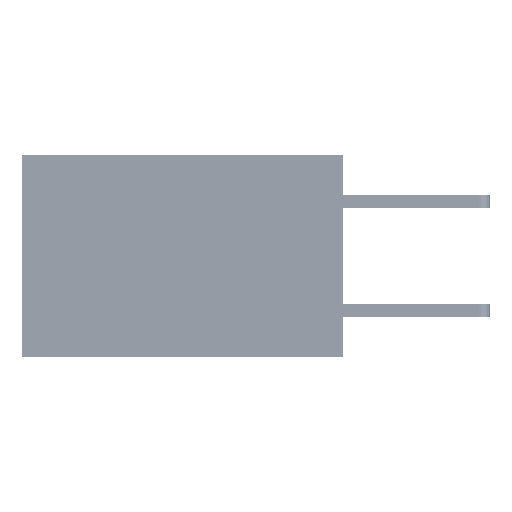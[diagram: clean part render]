
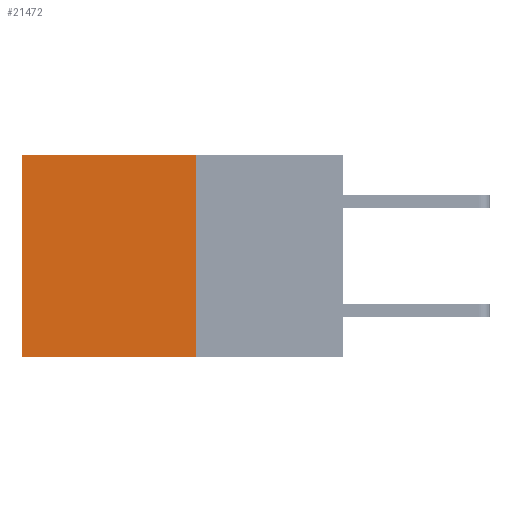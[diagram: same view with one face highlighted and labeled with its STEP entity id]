
A CAD part, left-side view. The second image highlights one B-rep face of the part: STEP entity #21472.
In plain terms, the highlighted planar face has unit normal (-1, 0, 0).
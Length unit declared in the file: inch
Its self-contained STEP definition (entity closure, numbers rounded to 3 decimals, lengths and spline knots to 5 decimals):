
#602 = ORIENTED_EDGE ( 'NONE', *, *, #9607, .T. ) ;
#1270 = CARTESIAN_POINT ( 'NONE',  ( 0.277, 0.27, -0.37 ) ) ;
#4095 = LINE ( 'NONE', #4446, #16308 ) ;
#4446 = CARTESIAN_POINT ( 'NONE',  ( 0.277, 0.27, -0.37 ) ) ;
#4861 = DIRECTION ( 'NONE',  ( 1., 0., 0. ) ) ;
#5647 = CARTESIAN_POINT ( 'NONE',  ( 0.277, 0.59, -0.37 ) ) ;
#6017 = VECTOR ( 'NONE', #24623, 39.37008 ) ;
#6147 = VERTEX_POINT ( 'NONE', #14973 ) ;
#6511 = LINE ( 'NONE', #33703, #6017 ) ;
#8067 = DIRECTION ( 'NONE',  ( 0., 0., -1. ) ) ;
#8121 = EDGE_CURVE ( 'NONE', #17662, #13944, #15523, .T. ) ;
#8531 = ORIENTED_EDGE ( 'NONE', *, *, #15928, .T. ) ;
#8871 = DIRECTION ( 'NONE',  ( 0., 0., -1. ) ) ;
#9225 = FACE_OUTER_BOUND ( 'NONE', #22507, .T. ) ;
#9453 = CARTESIAN_POINT ( 'NONE',  ( 0.277, 0.59, 0. ) ) ;
#9607 = EDGE_CURVE ( 'NONE', #17662, #24984, #6511, .T. ) ;
#10343 = CARTESIAN_POINT ( 'NONE',  ( 0.277, 0.27, -0.37 ) ) ;
#10494 = LINE ( 'NONE', #5647, #31054 ) ;
#13944 = VERTEX_POINT ( 'NONE', #1270 ) ;
#14973 = CARTESIAN_POINT ( 'NONE',  ( 0.277, 0.59, -0.37 ) ) ;
#14981 = DIRECTION ( 'NONE',  ( 0., 1., 0. ) ) ;
#15523 = LINE ( 'NONE', #10343, #29707 ) ;
#15928 = EDGE_CURVE ( 'NONE', #24984, #6147, #10494, .T. ) ;
#16308 = VECTOR ( 'NONE', #14981, 39.37008 ) ;
#17042 = ORIENTED_EDGE ( 'NONE', *, *, #8121, .F. ) ;
#17662 = VERTEX_POINT ( 'NONE', #27348 ) ;
#21472 = ADVANCED_FACE ( 'NONE', ( #9225 ), #28317, .F. ) ;
#22507 = EDGE_LOOP ( 'NONE', ( #8531, #30904, #17042, #602 ) ) ;
#24623 = DIRECTION ( 'NONE',  ( 0., 1., 0. ) ) ;
#24984 = VERTEX_POINT ( 'NONE', #9453 ) ;
#25752 = CARTESIAN_POINT ( 'NONE',  ( 0.277, 0.27, -0.37 ) ) ;
#26030 = DIRECTION ( 'NONE',  ( 0., 0., -1. ) ) ;
#26983 = EDGE_CURVE ( 'NONE', #13944, #6147, #4095, .T. ) ;
#27348 = CARTESIAN_POINT ( 'NONE',  ( 0.277, 0.27, 0. ) ) ;
#28317 = PLANE ( 'NONE',  #32858 ) ;
#29707 = VECTOR ( 'NONE', #26030, 39.37008 ) ;
#30904 = ORIENTED_EDGE ( 'NONE', *, *, #26983, .F. ) ;
#31054 = VECTOR ( 'NONE', #8067, 39.37008 ) ;
#32858 = AXIS2_PLACEMENT_3D ( 'NONE', #25752, #4861, #8871 ) ;
#33703 = CARTESIAN_POINT ( 'NONE',  ( 0.277, 0.27, 0. ) ) ;
